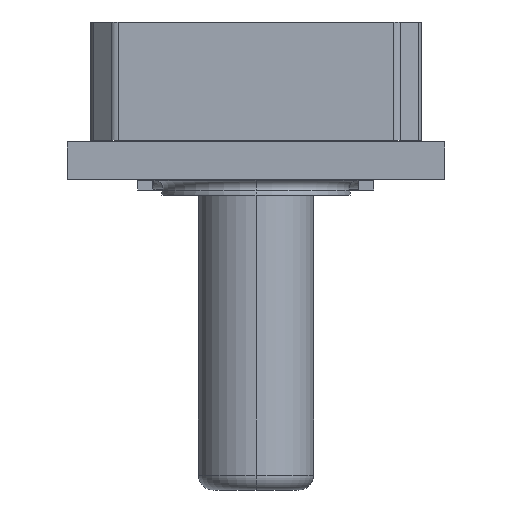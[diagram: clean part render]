
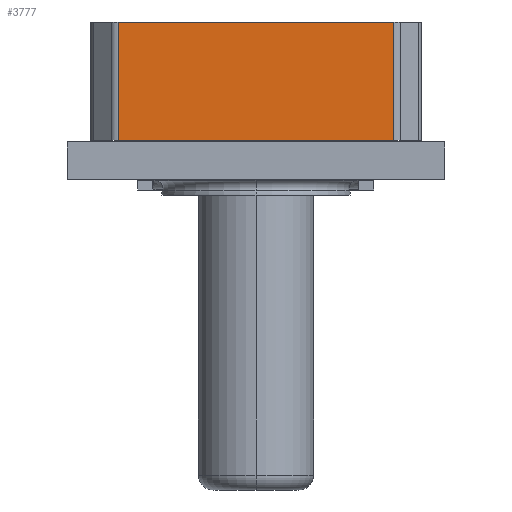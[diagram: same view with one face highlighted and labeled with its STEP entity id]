
A CAD part, front view. The second image highlights one B-rep face of the part: STEP entity #3777.
In plain terms, the highlighted planar face has unit normal (0, -1, 0).
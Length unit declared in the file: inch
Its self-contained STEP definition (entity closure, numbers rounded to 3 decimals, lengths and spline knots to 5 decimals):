
#2972=DIRECTION('',(1.,0.,0.));
#2973=VECTOR('',#2972,0.29172);
#2974=CARTESIAN_POINT('',(-0.14586,-0.225,0.002));
#2975=LINE('',#2974,#2973);
#2976=DIRECTION('',(-1.,0.,0.));
#2977=VECTOR('',#2976,0.29172);
#2978=CARTESIAN_POINT('',(0.14586,-0.225,0.127));
#2979=LINE('',#2978,#2977);
#3190=DIRECTION('',(0.,0.,-1.));
#3191=VECTOR('',#3190,0.125);
#3192=CARTESIAN_POINT('',(0.14586,-0.225,0.127));
#3193=LINE('',#3192,#3191);
#3206=DIRECTION('',(0.,0.,1.));
#3207=VECTOR('',#3206,0.125);
#3208=CARTESIAN_POINT('',(-0.14586,-0.225,0.002));
#3209=LINE('',#3208,#3207);
#3681=CARTESIAN_POINT('',(-0.14586,-0.225,0.127));
#3683=VERTEX_POINT('',#3681);
#3690=CARTESIAN_POINT('',(0.14586,-0.225,0.127));
#3691=CARTESIAN_POINT('',(0.14586,-0.225,0.002));
#3692=VERTEX_POINT('',#3690);
#3693=VERTEX_POINT('',#3691);
#3700=CARTESIAN_POINT('',(-0.14586,-0.225,0.002));
#3701=VERTEX_POINT('',#3700);
#3762=CARTESIAN_POINT('',(-0.175,-0.225,0.077));
#3763=DIRECTION('',(0.,-1.,0.));
#3764=DIRECTION('',(1.,0.,0.));
#3765=AXIS2_PLACEMENT_3D('',#3762,#3763,#3764);
#3766=PLANE('',#3765);
#3768=ORIENTED_EDGE('',*,*,#3767,.F.);
#3770=ORIENTED_EDGE('',*,*,#3769,.T.);
#3772=ORIENTED_EDGE('',*,*,#3771,.F.);
#3774=ORIENTED_EDGE('',*,*,#3773,.T.);
#3775=EDGE_LOOP('',(#3768,#3770,#3772,#3774));
#3776=FACE_OUTER_BOUND('',#3775,.F.);
#3767=EDGE_CURVE('',#3701,#3693,#2975,.T.);
#3769=EDGE_CURVE('',#3701,#3683,#3209,.T.);
#3771=EDGE_CURVE('',#3692,#3683,#2979,.T.);
#3773=EDGE_CURVE('',#3692,#3693,#3193,.T.);
#3777=ADVANCED_FACE('',(#3776),#3766,.T.);
